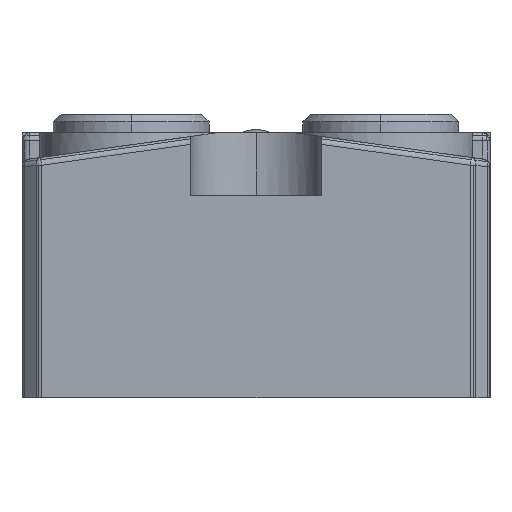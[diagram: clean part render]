
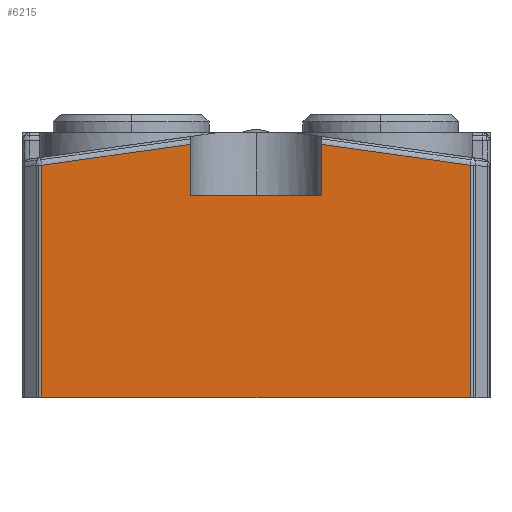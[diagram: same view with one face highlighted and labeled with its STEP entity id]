
A CAD part, front view. The second image highlights one B-rep face of the part: STEP entity #6215.
In plain terms, the highlighted planar face has unit normal (0, -1, 0).
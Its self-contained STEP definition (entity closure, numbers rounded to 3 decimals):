
#6163=AXIS2_PLACEMENT_3D('Plane Axis2P3D',#6160,#6161,#6162) ;
#2894=CARTESIAN_POINT('Vertex',(28.743,0.,0.)) ;
#2897=CARTESIAN_POINT('Line Origine',(15.,0.,0.)) ;
#2901=CARTESIAN_POINT('Vertex',(1.257,0.,0.)) ;
#6145=CARTESIAN_POINT('Vertex',(28.743,0.,14.915)) ;
#6148=CARTESIAN_POINT('Line Origine',(28.743,0.,0.)) ;
#6160=CARTESIAN_POINT('Axis2P3D Location',(30.,0.,0.)) ;
#6165=CARTESIAN_POINT('Line Origine',(6.029,0.,15.586)) ;
#6169=CARTESIAN_POINT('Vertex',(1.257,0.,14.915)) ;
#6171=CARTESIAN_POINT('Vertex',(10.8,0.,16.256)) ;
#6174=CARTESIAN_POINT('Line Origine',(1.257,0.,7.458)) ;
#6179=CARTESIAN_POINT('Line Origine',(23.971,0.,15.586)) ;
#6183=CARTESIAN_POINT('Vertex',(19.2,0.,16.256)) ;
#6186=CARTESIAN_POINT('Line Origine',(19.2,0.,14.628)) ;
#6190=CARTESIAN_POINT('Vertex',(19.2,0.,13.)) ;
#6193=CARTESIAN_POINT('Line Origine',(15.,0.,13.)) ;
#6197=CARTESIAN_POINT('Vertex',(10.8,0.,13.)) ;
#6200=CARTESIAN_POINT('Line Origine',(10.8,0.,14.628)) ;
#2898=DIRECTION('Vector Direction',(1.,0.,0.)) ;
#6149=DIRECTION('Vector Direction',(0.,0.,-1.)) ;
#6161=DIRECTION('Axis2P3D Direction',(0.,-1.,0.)) ;
#6162=DIRECTION('Axis2P3D XDirection',(0.,0.,-1.)) ;
#6166=DIRECTION('Vector Direction',(0.99,0.,0.139)) ;
#6175=DIRECTION('Vector Direction',(0.,0.,1.)) ;
#6180=DIRECTION('Vector Direction',(0.99,0.,-0.139)) ;
#6187=DIRECTION('Vector Direction',(0.,0.,-1.)) ;
#6194=DIRECTION('Vector Direction',(-1.,0.,0.)) ;
#6201=DIRECTION('Vector Direction',(0.,0.,1.)) ;
#2899=VECTOR('Line Direction',#2898,1.) ;
#6150=VECTOR('Line Direction',#6149,1.) ;
#6167=VECTOR('Line Direction',#6166,1.) ;
#6176=VECTOR('Line Direction',#6175,1.) ;
#6181=VECTOR('Line Direction',#6180,1.) ;
#6188=VECTOR('Line Direction',#6187,1.) ;
#6195=VECTOR('Line Direction',#6194,1.) ;
#6202=VECTOR('Line Direction',#6201,1.) ;
#6206=ORIENTED_EDGE('',*,*,#6173,.F.) ;
#6207=ORIENTED_EDGE('',*,*,#6178,.F.) ;
#6208=ORIENTED_EDGE('',*,*,#2903,.T.) ;
#6209=ORIENTED_EDGE('',*,*,#6152,.F.) ;
#6210=ORIENTED_EDGE('',*,*,#6185,.F.) ;
#6211=ORIENTED_EDGE('',*,*,#6192,.T.) ;
#6212=ORIENTED_EDGE('',*,*,#6199,.T.) ;
#6213=ORIENTED_EDGE('',*,*,#6204,.T.) ;
#6215=ADVANCED_FACE('Hauptk\X2\00F6\X0\rper',(#6214),#6164,.T.) ;
#2903=EDGE_CURVE('',#2902,#2895,#2900,.T.) ;
#6152=EDGE_CURVE('',#6146,#2895,#6151,.T.) ;
#6173=EDGE_CURVE('',#6170,#6172,#6168,.T.) ;
#6178=EDGE_CURVE('',#2902,#6170,#6177,.T.) ;
#6185=EDGE_CURVE('',#6184,#6146,#6182,.T.) ;
#6192=EDGE_CURVE('',#6184,#6191,#6189,.T.) ;
#6199=EDGE_CURVE('',#6191,#6198,#6196,.T.) ;
#6204=EDGE_CURVE('',#6198,#6172,#6203,.T.) ;
#6205=EDGE_LOOP('',(#6206,#6207,#6208,#6209,#6210,#6211,#6212,#6213)) ;
#6214=FACE_OUTER_BOUND('',#6205,.T.) ;
#2900=LINE('Line',#2897,#2899) ;
#6151=LINE('Line',#6148,#6150) ;
#6168=LINE('Line',#6165,#6167) ;
#6177=LINE('Line',#6174,#6176) ;
#6182=LINE('Line',#6179,#6181) ;
#6189=LINE('Line',#6186,#6188) ;
#6196=LINE('Line',#6193,#6195) ;
#6203=LINE('Line',#6200,#6202) ;
#6164=PLANE('',#6163) ;
#2895=VERTEX_POINT('',#2894) ;
#2902=VERTEX_POINT('',#2901) ;
#6146=VERTEX_POINT('',#6145) ;
#6170=VERTEX_POINT('',#6169) ;
#6172=VERTEX_POINT('',#6171) ;
#6184=VERTEX_POINT('',#6183) ;
#6191=VERTEX_POINT('',#6190) ;
#6198=VERTEX_POINT('',#6197) ;
